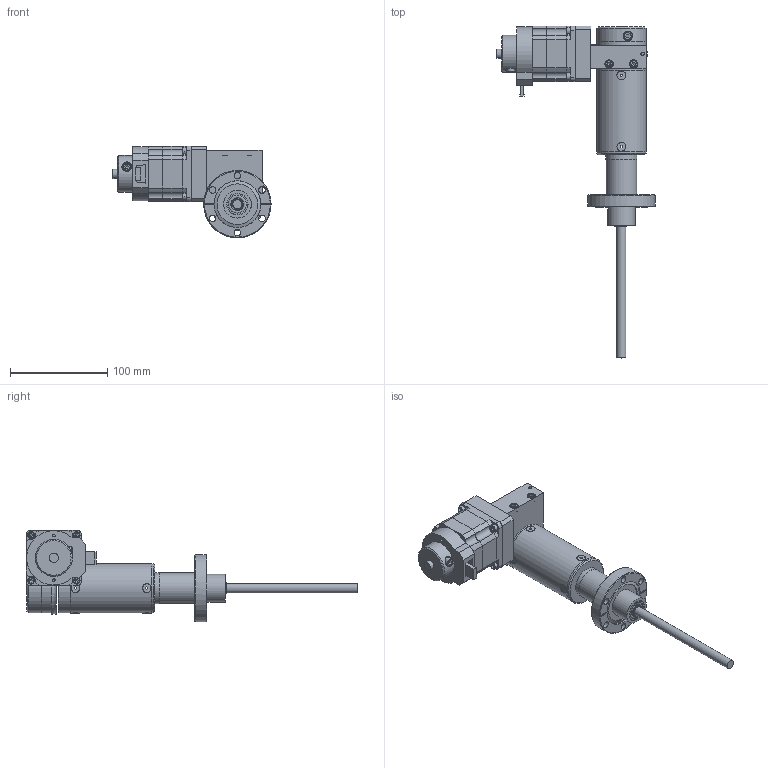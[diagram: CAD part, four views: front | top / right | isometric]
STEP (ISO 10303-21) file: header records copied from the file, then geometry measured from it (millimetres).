
FILE_DESCRIPTION (( 'STEP AP214' ), '1' );
FILE_NAME ('SN104550-01, FRM-275-38_MS-W2_CL_EDR-4000, AP214.STEP', '2022-01-20T18:16:06', ( '' ), ( '' ), 'SwSTEP 2.0', 'SolidWorks 2010', '' );
FILE_SCHEMA (( 'AUTOMOTIVE_DESIGN' ));
Length unit declared in the file: inch
Products named in the file (1): SN104550-01, FRM-275-38_MS-W2_CL_EDR-4000, AP214
Bounding box: 162.81 x 341.9 x 94.46 mm (x, y, z)
Surface area: 107256.9 mm2 (no closed solid volume)
Topology: 0 solids, 61 shells, 381 faces, 1170 edges, 822 vertices
Faces by surface type: plane 220, cylinder 123, cone 34, torus 4
Full cylindrical faces by diameter (mm): 1.041 x2, 2.819 x2, 3.454 x5, 4.445 x1, 4.755 x2, 5.556 x1, 6.191 x1, 6.477 x3, 6.731 x6, 6.858 x4, 7.937 x6, 8.096 x1, 8.458 x1, 8.731 x2, 9.119 x8, 9.525 x3, 9.804 x2, 13.335 x1, 18.415 x1, 19.05 x1, 22.225 x1, 28.55 x1, 29.21 x1, 31.623 x1, 31.75 x1, 38.1 x1, 41.91 x1, 48.311 x1, 50.775 x1, 50.8 x4
Entity records: 18655 total; most frequent: CARTESIAN_POINT 3578, DIRECTION 2180, ORIENTED_EDGE 1597, EDGE_CURVE 1040, VERTEX_POINT 797, AXIS2_PLACEMENT_3D 787, EDGE_LOOP 612, LINE 606
